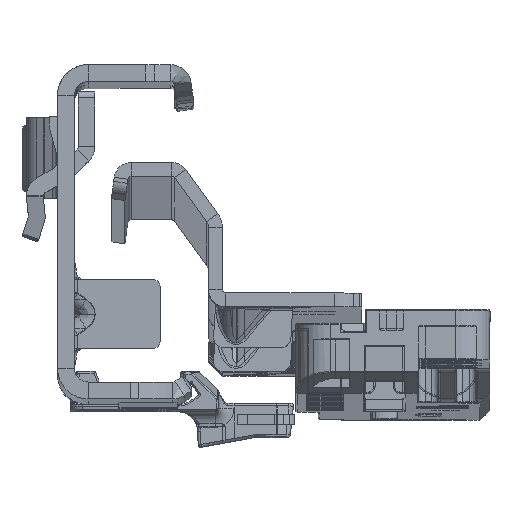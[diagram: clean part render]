
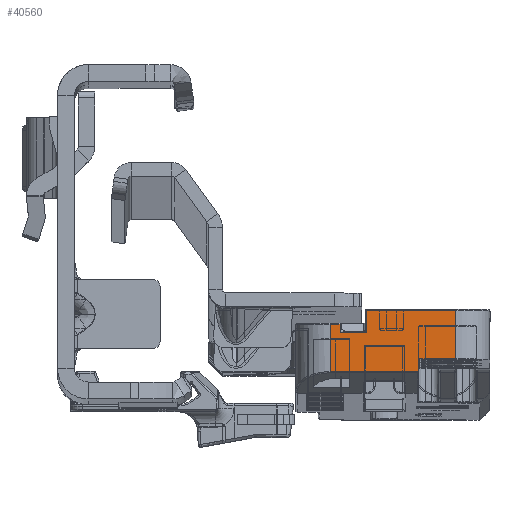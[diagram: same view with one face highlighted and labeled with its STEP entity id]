
A CAD part, top view. The second image highlights one B-rep face of the part: STEP entity #40560.
In plain terms, the highlighted face is planar.
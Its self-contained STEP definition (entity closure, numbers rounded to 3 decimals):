
#379 = PLANE ( 'NONE',  #34591 ) ;
#3267 = ORIENTED_EDGE ( 'NONE', *, *, #78393, .T. ) ;
#4811 = EDGE_CURVE ( 'NONE', #50252, #70359, #41349, .T. ) ;
#5407 = CARTESIAN_POINT ( 'NONE',  ( 3.15, 0.1, -284.5 ) ) ;
#10740 = LINE ( 'NONE', #19823, #78802 ) ;
#11580 = CARTESIAN_POINT ( 'NONE',  ( -0.7, 2.1, -284.5 ) ) ;
#13078 = VECTOR ( 'NONE', #119874, 1000. ) ;
#14599 = VECTOR ( 'NONE', #68540, 1000. ) ;
#18390 = LINE ( 'NONE', #125861, #118188 ) ;
#19322 = CARTESIAN_POINT ( 'NONE',  ( -13.7, -5., -284.5 ) ) ;
#19823 = CARTESIAN_POINT ( 'NONE',  ( -0.75, -0.9, -284.5 ) ) ;
#26337 = EDGE_CURVE ( 'NONE', #59125, #94601, #10740, .T. ) ;
#26652 = EDGE_CURVE ( 'NONE', #124459, #38927, #18390, .T. ) ;
#29076 = ORIENTED_EDGE ( 'NONE', *, *, #35910, .T. ) ;
#29448 = DIRECTION ( 'NONE',  ( 0., -1., 0. ) ) ;
#30500 = ORIENTED_EDGE ( 'NONE', *, *, #103489, .T. ) ;
#30871 =( BOUNDED_CURVE ( )  B_SPLINE_CURVE ( 3, ( #73013, #84564, #53699, #92968 ),
 .UNSPECIFIED., .F., .T. ) 
 B_SPLINE_CURVE_WITH_KNOTS ( ( 4, 4 ),
 ( 1.047, 1.571 ),
 .UNSPECIFIED. ) 
 CURVE ( )  GEOMETRIC_REPRESENTATION_ITEM ( )  RATIONAL_B_SPLINE_CURVE ( ( 1., 0.977, 0.977, 1. ) ) 
 REPRESENTATION_ITEM ( '' )  );
#32345 = CARTESIAN_POINT ( 'NONE',  ( 4.6, -6.785, -284.5 ) ) ;
#32942 = DIRECTION ( 'NONE',  ( 0., 1., 0. ) ) ;
#34228 = CARTESIAN_POINT ( 'NONE',  ( -0.75, -1.15, -284.5 ) ) ;
#34381 = EDGE_CURVE ( 'NONE', #71130, #95679, #44015, .T. ) ;
#34591 = AXIS2_PLACEMENT_3D ( 'NONE', #67980, #115645, #78272 ) ;
#35910 = EDGE_CURVE ( 'NONE', #64651, #70359, #115898, .T. ) ;
#38927 = VERTEX_POINT ( 'NONE', #68090 ) ;
#39021 = VERTEX_POINT ( 'NONE', #88688 ) ;
#39656 = FACE_OUTER_BOUND ( 'NONE', #60715, .T. ) ;
#40560 = ADVANCED_FACE ( 'NONE', ( #39656 ), #379, .F. ) ;
#41349 = LINE ( 'NONE', #80581, #13078 ) ;
#41636 = VECTOR ( 'NONE', #46430, 1000. ) ;
#42925 = VECTOR ( 'NONE', #61736, 1000. ) ;
#44015 = LINE ( 'NONE', #83252, #84729 ) ;
#45419 = EDGE_CURVE ( 'NONE', #38927, #92221, #30871, .T. ) ;
#45739 = CARTESIAN_POINT ( 'NONE',  ( -8.3, -5.2, -284.5 ) ) ;
#45950 = DIRECTION ( 'NONE',  ( 0., 1., 0. ) ) ;
#46430 = DIRECTION ( 'NONE',  ( 1., 0., 0. ) ) ;
#50252 = VERTEX_POINT ( 'NONE', #19322 ) ;
#52237 = LINE ( 'NONE', #91482, #85394 ) ;
#53699 = CARTESIAN_POINT ( 'NONE',  ( -8.3, -6.71, -284.5 ) ) ;
#53700 = LINE ( 'NONE', #5407, #115298 ) ;
#54764 = CARTESIAN_POINT ( 'NONE',  ( -8.5, -5.2, -284.5 ) ) ;
#59125 = VERTEX_POINT ( 'NONE', #92636 ) ;
#59484 = ORIENTED_EDGE ( 'NONE', *, *, #104639, .F. ) ;
#59509 = VECTOR ( 'NONE', #92655, 1000. ) ;
#59701 = EDGE_CURVE ( 'NONE', #94601, #39021, #83130, .T. ) ;
#60715 = EDGE_LOOP ( 'NONE', ( #64362, #99792, #102693, #78314, #70092, #78101, #59484, #29076, #63428, #3267, #30500, #102861 ) ) ;
#61736 = DIRECTION ( 'NONE',  ( 0., 1., 0. ) ) ;
#63428 = ORIENTED_EDGE ( 'NONE', *, *, #4811, .F. ) ;
#64362 = ORIENTED_EDGE ( 'NONE', *, *, #59701, .T. ) ;
#64651 = VERTEX_POINT ( 'NONE', #45739 ) ;
#67950 = CARTESIAN_POINT ( 'NONE',  ( 4.6, 0.1, -284.5 ) ) ;
#67980 = CARTESIAN_POINT ( 'NONE',  ( 19.8, 2.6, -284.5 ) ) ;
#68090 = CARTESIAN_POINT ( 'NONE',  ( -8.273, -6.785, -284.5 ) ) ;
#68540 = DIRECTION ( 'NONE',  ( 0., -1., 0. ) ) ;
#70092 = ORIENTED_EDGE ( 'NONE', *, *, #26652, .T. ) ;
#70359 = VERTEX_POINT ( 'NONE', #89286 ) ;
#71130 = VERTEX_POINT ( 'NONE', #115993 ) ;
#73013 = CARTESIAN_POINT ( 'NONE',  ( -8.273, -6.785, -284.5 ) ) ;
#75150 = EDGE_CURVE ( 'NONE', #124459, #95679, #110041, .T. ) ;
#78101 = ORIENTED_EDGE ( 'NONE', *, *, #45419, .T. ) ;
#78272 = DIRECTION ( 'NONE',  ( 1., 0., 0. ) ) ;
#78314 = ORIENTED_EDGE ( 'NONE', *, *, #75150, .F. ) ;
#78393 = EDGE_CURVE ( 'NONE', #50252, #102994, #52237, .T. ) ;
#78802 = VECTOR ( 'NONE', #29448, 1000. ) ;
#80581 = CARTESIAN_POINT ( 'NONE',  ( -8.3, -5., -284.5 ) ) ;
#83130 = LINE ( 'NONE', #113408, #41636 ) ;
#83252 = CARTESIAN_POINT ( 'NONE',  ( 4.6, 0.1, -284.5 ) ) ;
#84564 = CARTESIAN_POINT ( 'NONE',  ( -8.291, -6.749, -284.5 ) ) ;
#84729 = VECTOR ( 'NONE', #104468, 1000. ) ;
#85095 = AXIS2_PLACEMENT_3D ( 'NONE', #54764, #104319, #123639 ) ;
#85394 = VECTOR ( 'NONE', #32942, 1000. ) ;
#88090 = CARTESIAN_POINT ( 'NONE',  ( -8.3, -6.669, -284.5 ) ) ;
#88688 = CARTESIAN_POINT ( 'NONE',  ( 3.15, -1.15, -284.5 ) ) ;
#89286 = CARTESIAN_POINT ( 'NONE',  ( -8.5, -5., -284.5 ) ) ;
#91482 = CARTESIAN_POINT ( 'NONE',  ( -13.7, 2., -284.5 ) ) ;
#92221 = VERTEX_POINT ( 'NONE', #88090 ) ;
#92636 = CARTESIAN_POINT ( 'NONE',  ( -0.75, 2.1, -284.5 ) ) ;
#92655 = DIRECTION ( 'NONE',  ( 1., 0., 0. ) ) ;
#92968 = CARTESIAN_POINT ( 'NONE',  ( -8.3, -6.669, -284.5 ) ) ;
#94601 = VERTEX_POINT ( 'NONE', #34228 ) ;
#95679 = VERTEX_POINT ( 'NONE', #67950 ) ;
#95929 = EDGE_CURVE ( 'NONE', #39021, #71130, #53700, .T. ) ;
#99779 = LINE ( 'NONE', #11580, #59509 ) ;
#99792 = ORIENTED_EDGE ( 'NONE', *, *, #95929, .T. ) ;
#101188 = CARTESIAN_POINT ( 'NONE',  ( -13.7, 2.1, -284.5 ) ) ;
#102693 = ORIENTED_EDGE ( 'NONE', *, *, #34381, .T. ) ;
#102861 = ORIENTED_EDGE ( 'NONE', *, *, #26337, .T. ) ;
#102994 = VERTEX_POINT ( 'NONE', #101188 ) ;
#103489 = EDGE_CURVE ( 'NONE', #102994, #59125, #99779, .T. ) ;
#104319 = DIRECTION ( 'NONE',  ( 0., 0., 1. ) ) ;
#104468 = DIRECTION ( 'NONE',  ( 1., 0., 0. ) ) ;
#104639 = EDGE_CURVE ( 'NONE', #64651, #92221, #117483, .T. ) ;
#107214 = CARTESIAN_POINT ( 'NONE',  ( -8.3, 0., -284.5 ) ) ;
#110041 = LINE ( 'NONE', #112595, #42925 ) ;
#112595 = CARTESIAN_POINT ( 'NONE',  ( 4.6, -242.444, -284.5 ) ) ;
#113408 = CARTESIAN_POINT ( 'NONE',  ( 19.8, -1.15, -284.5 ) ) ;
#115298 = VECTOR ( 'NONE', #45950, 1000. ) ;
#115645 = DIRECTION ( 'NONE',  ( 0., 0., 1. ) ) ;
#115898 = CIRCLE ( 'NONE', #85095, 0.2 ) ;
#115993 = CARTESIAN_POINT ( 'NONE',  ( 3.15, 0.1, -284.5 ) ) ;
#116833 = DIRECTION ( 'NONE',  ( -1., 0., 0. ) ) ;
#117483 = LINE ( 'NONE', #107214, #14599 ) ;
#118188 = VECTOR ( 'NONE', #116833, 1000. ) ;
#119874 = DIRECTION ( 'NONE',  ( 1., 0., 0. ) ) ;
#123639 = DIRECTION ( 'NONE',  ( 1., 0., 0. ) ) ;
#124459 = VERTEX_POINT ( 'NONE', #32345 ) ;
#125861 = CARTESIAN_POINT ( 'NONE',  ( -8.3, -6.785, -284.5 ) ) ;
